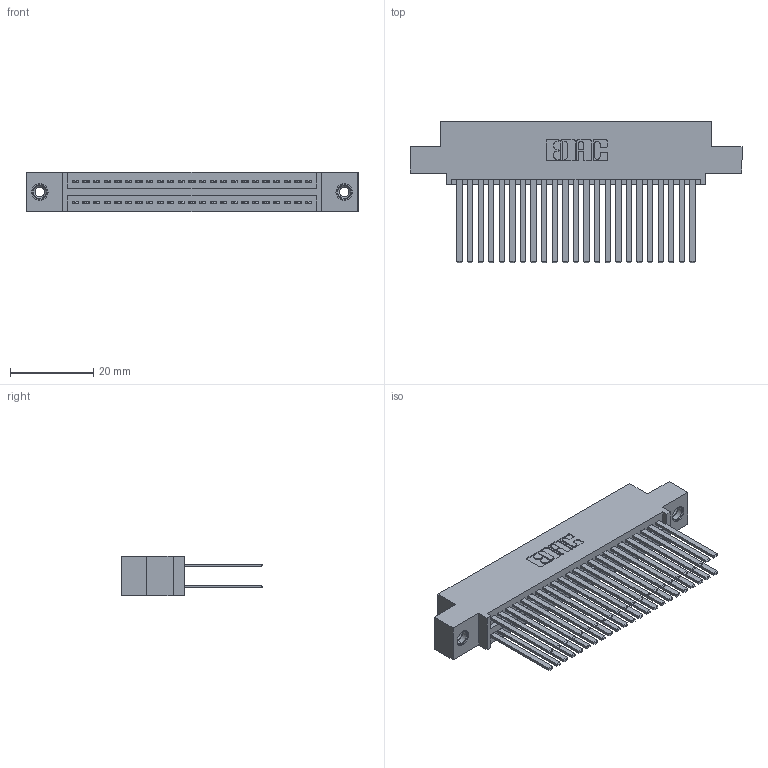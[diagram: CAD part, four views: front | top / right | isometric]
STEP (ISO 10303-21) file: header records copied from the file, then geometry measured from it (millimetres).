
FILE_DESCRIPTION (( 'STEP AP203' ), '1' );
FILE_NAME ('345-046-544-508.STEP', '2018-09-10T02:55:21', ( '' ), ( '' ), 'SwSTEP 2.0', 'SolidWorks 2016', '' );
FILE_SCHEMA (( 'CONFIG_CONTROL_DESIGN' ));
Length unit declared in the file: inch
Products named in the file (4): 345-250-001_345-250-003-102; 345-046-544-508; 345 Part_0.110 Offset - 0.156 Dia-TI; 345-292-001_345-293-144
Assembly tree (49 placements, depth 2):
  345-046-544-508
    345 Part_0.110 Offset - 0.156 Dia-TI
    345-292-001_345-293-144  x46
    345-250-001_345-250-003-102  x2
Bounding box: 79.63 x 33.96 x 9.4 mm (x, y, z)
Volume: 7064.3 mm3; surface area: 13636.6 mm2
Topology: 3 solids, 49 shells, 2214 faces, 6515 edges, 4228 vertices
Faces by surface type: plane 1450, cylinder 748, cone 12, torus 4
Entity records: 21738 total; most frequent: CARTESIAN_POINT 3643, ORIENTED_EDGE 3570, DIRECTION 3259, EDGE_CURVE 1785, LINE 1545, VECTOR 1545, VERTEX_POINT 1184, AXIS2_PLACEMENT_3D 857
